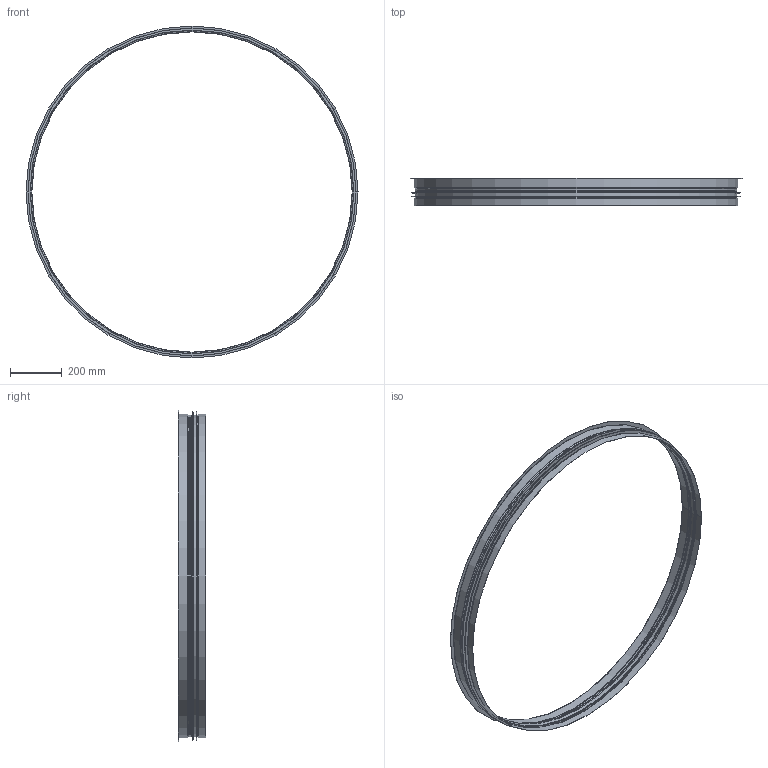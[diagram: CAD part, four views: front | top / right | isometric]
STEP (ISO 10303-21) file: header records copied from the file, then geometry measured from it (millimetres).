
FILE_DESCRIPTION((''),'2;1');
FILE_NAME('HSK-1250.stp','2014-02-20T13:20:16',(''),(''),'Autodesk Inventor 2013','Autodesk Inventor 2013','');
FILE_SCHEMA(('AUTOMOTIVE_DESIGN { 1 2 10303 214 0 1 1 1 }'));
Length unit declared in the file: millimetre
Products named in the file (3): HSK-1250; HSK_Rörämne-1250; U-list-1250
Assembly tree (2 placements, depth 2):
  HSK-1250
    HSK_Rörämne-1250
    U-list-1250
Bounding box: 1281.05 x 105 x 1281.05 mm (x, y, z)
Volume: 518168.7 mm3; surface area: 1390308.3 mm2
Topology: 2 solids, 2 shells, 80 faces, 154 edges, 82 vertices
Faces by surface type: plane 39, torus 20, cylinder 15, cone 6
Full cylindrical faces by diameter (mm): 1236.05 x1, 1237.05 x2, 1239.65 x3, 1240.85 x1, 1241.85 x1, 1248.05 x2, 1249.05 x2, 1265.65 x2, 1281.05 x1
Entity records: 2039 total; most frequent: DIRECTION 390, CARTESIAN_POINT 309, ORIENTED_EDGE 284, AXIS2_PLACEMENT_3D 163, EDGE_CURVE 142, EDGE_LOOP 98, VERTEX_POINT 82, FACE_OUTER_BOUND 80
